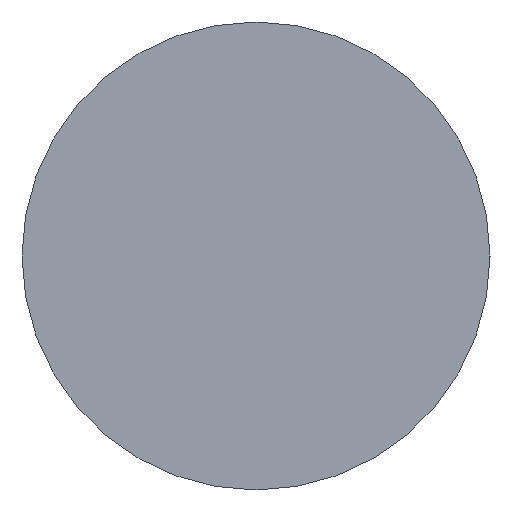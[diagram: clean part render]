
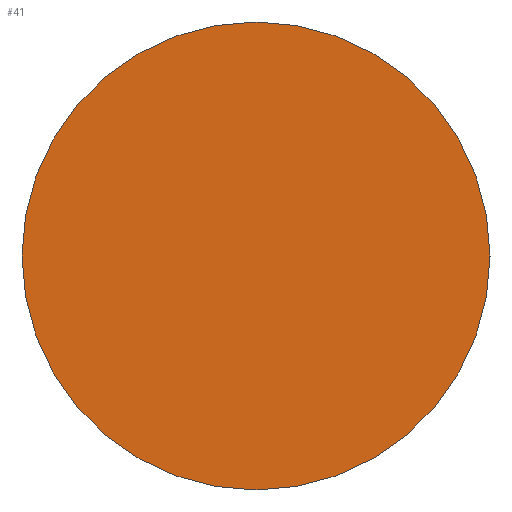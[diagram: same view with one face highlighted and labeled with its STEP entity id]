
A CAD part, left-side view. The second image highlights one B-rep face of the part: STEP entity #41.
In plain terms, the highlighted planar face has unit normal (-1, 0, 0).
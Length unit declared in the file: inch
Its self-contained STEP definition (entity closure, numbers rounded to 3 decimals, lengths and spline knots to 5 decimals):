
#16=PLANE('',#68);
#19=FACE_OUTER_BOUND('',#22,.T.);
#22=EDGE_LOOP('',(#37));
#26=CIRCLE('',#66,0.12);
#28=VERTEX_POINT('',#86);
#31=EDGE_CURVE('',#28,#28,#26,.T.);
#37=ORIENTED_EDGE('',*,*,#31,.F.);
#41=ADVANCED_FACE('',(#19),#16,.F.);
#66=AXIS2_PLACEMENT_3D('',#88,#76,#77);
#68=AXIS2_PLACEMENT_3D('',#90,#80,#81);
#76=DIRECTION('center_axis',(1.,0.,0.));
#77=DIRECTION('ref_axis',(0.,1.,0.));
#80=DIRECTION('center_axis',(1.,0.,0.));
#81=DIRECTION('ref_axis',(0.,0.,-1.));
#86=CARTESIAN_POINT('',(0.,-0.12,0.));
#88=CARTESIAN_POINT('Origin',(0.,0.,0.));
#90=CARTESIAN_POINT('Origin',(0.,0.,0.));
